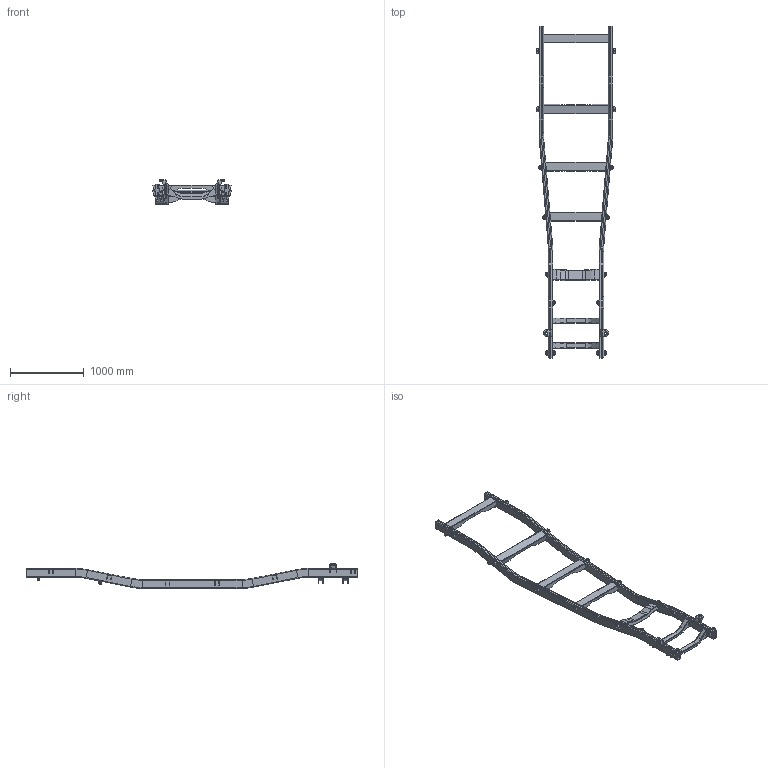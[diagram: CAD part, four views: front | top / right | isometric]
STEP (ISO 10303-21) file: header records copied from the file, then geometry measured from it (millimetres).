
FILE_DESCRIPTION(/* description */ ('STEP AP203'),/* implementation_level */ '2;1');
FILE_NAME(/* name */ 'ladder_frame_geom',/* time_stamp */ '2024-11-14T12:47:41+01:00',/* author */ (' '),/* organization */ (' '),/* preprocessor_version */ 'ST-DEVELOPER v20',/* originating_system */ ' ',/* authorisation */ ' ');
FILE_SCHEMA (('CONFIG_CONTROL_DESIGN'));
Length unit declared in the file: metre
Products named in the file (41): id2; id5; id8; id11; id14; id17; id20; id23; id26; id29; id32; id35; id38; id41; id44; id47; id50; id53; id56; id59; id62; id65; id68; id71; id74; id77; id80; id83; id86; id89; id92; id95; id98; id101; id104; id107; id110; id113; id116; id119 ...
Bounding box: 1079.92 x 4500 x 335.01 mm (x, y, z)
Volume: 29192318 mm3; surface area: 8643522.6 mm2
Topology: 37 solids, 37 shells, 1404 faces, 3558 edges, 2264 vertices
Faces by surface type: plane 636, cylinder 514, bspline 240, sphere 8, torus 6
Entity records: 46553 total; most frequent: CARTESIAN_POINT 12569, ORIENTED_EDGE 7012, DIRECTION 6824, EDGE_CURVE 3506, AXIS2_PLACEMENT_3D 2321, LINE 2182, VECTOR 2182, VERTEX_POINT 2176
